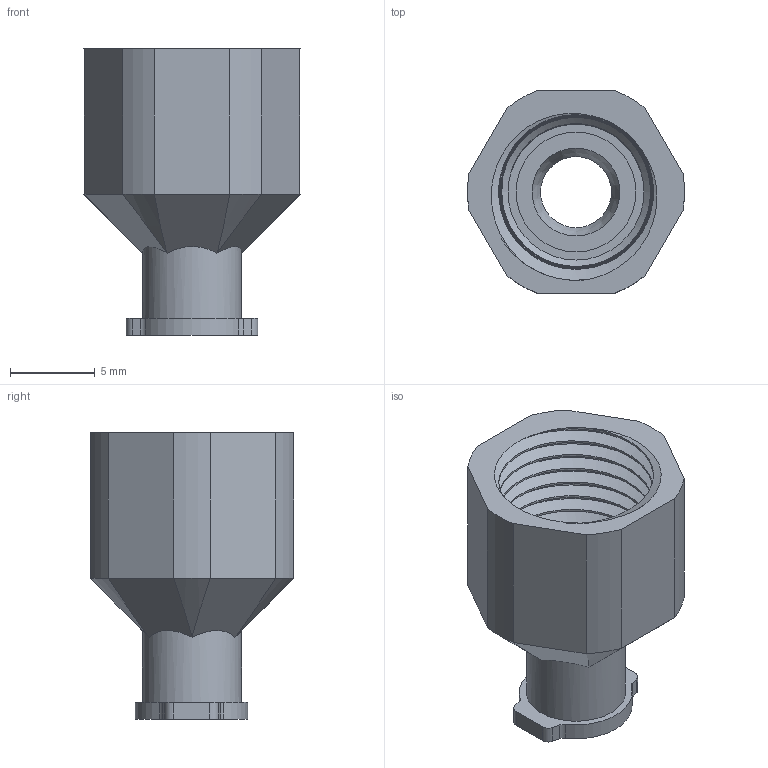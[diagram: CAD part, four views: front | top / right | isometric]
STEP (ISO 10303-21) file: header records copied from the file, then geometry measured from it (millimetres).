
FILE_DESCRIPTION(/* description */ (''),/* implementation_level */ '2;1');
FILE_NAME(/* name */ 'Leur Lock 1-8 NPT Adapter v7.step',/* time_stamp */ '2022-12-24T13:00:14-05:00',/* author */ (''),/* organization */ (''),/* preprocessor_version */ 'ST-DEVELOPER v19.2',/* originating_system */ 'Autodesk Translation Framework v11.17.0.187',/* authorisation */ '');
FILE_SCHEMA (('AUTOMOTIVE_DESIGN { 1 0 10303 214 3 1 1 }'));
Length unit declared in the file: millimetre
Products named in the file (2): Leur Lock 1/8 NPT Adapter; Leur Lock Adapter
Assembly tree (1 placements, depth 2):
  Leur Lock 1/8 NPT Adapter
    Leur Lock Adapter
Bounding box: 12.78 x 12 x 16.9 mm (x, y, z)
Volume: 771.7 mm3; surface area: 1176 mm2
Topology: 1 solids, 1 shells, 65 faces, 222 edges, 163 vertices
Faces by surface type: plane 24, cylinder 19, cone 18, bspline 4
Full cylindrical faces by diameter (mm): 5.178 x1, 5.84 x1
Entity records: 9469 total; most frequent: CARTESIAN_POINT 7609, ORIENTED_EDGE 444, DIRECTION 305, EDGE_CURVE 222, VERTEX_POINT 163, AXIS2_PLACEMENT_3D 117, B_SPLINE_CURVE_WITH_KNOTS 86, EDGE_LOOP 71
